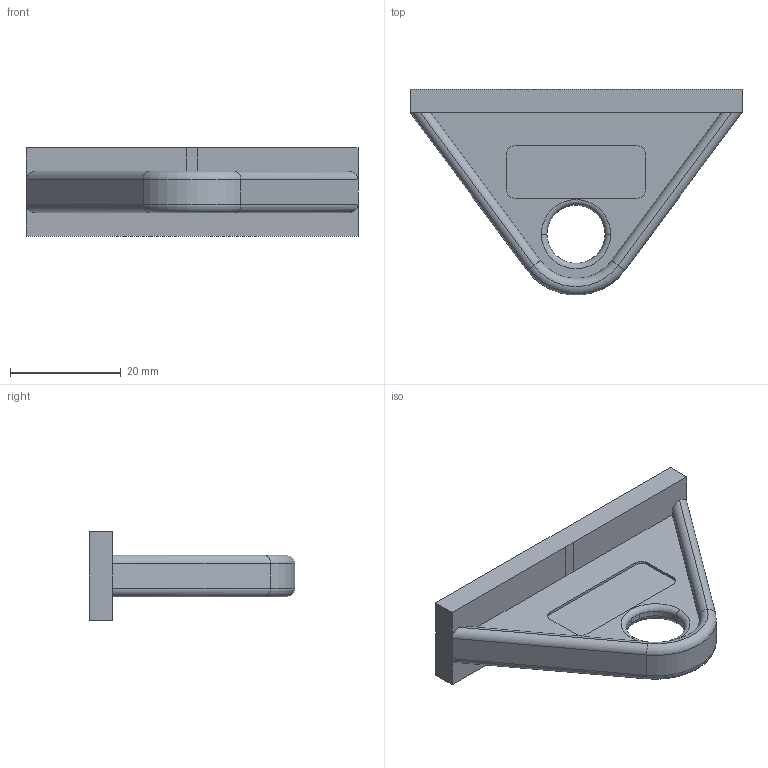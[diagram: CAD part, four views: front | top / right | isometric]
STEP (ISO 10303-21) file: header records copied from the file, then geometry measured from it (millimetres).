
FILE_DESCRIPTION(('STEP AP203'),'1');
FILE_NAME('fath_093001.stp','2021-11-23T13:10:44',('TraceParts'),('TraceParts S.A.'),'Spatial InterOp 3D',' ',' ');
FILE_SCHEMA(('CONFIG_CONTROL_DESIGN'));
Length unit declared in the file: millimetre
Products named in the file (1): 1
Bounding box: 60 x 37.16 x 16 mm (x, y, z)
Volume: 8014.9 mm3; surface area: 5473.1 mm2
Topology: 1 solids, 1 shells, 60 faces, 148 edges, 92 vertices
Faces by surface type: plane 27, cylinder 25, torus 8
Entity records: 1812 total; most frequent: CARTESIAN_POINT 325, DIRECTION 314, ORIENTED_EDGE 296, EDGE_CURVE 148, AXIS2_PLACEMENT_3D 113, VERTEX_POINT 92, LINE 88, VECTOR 88
